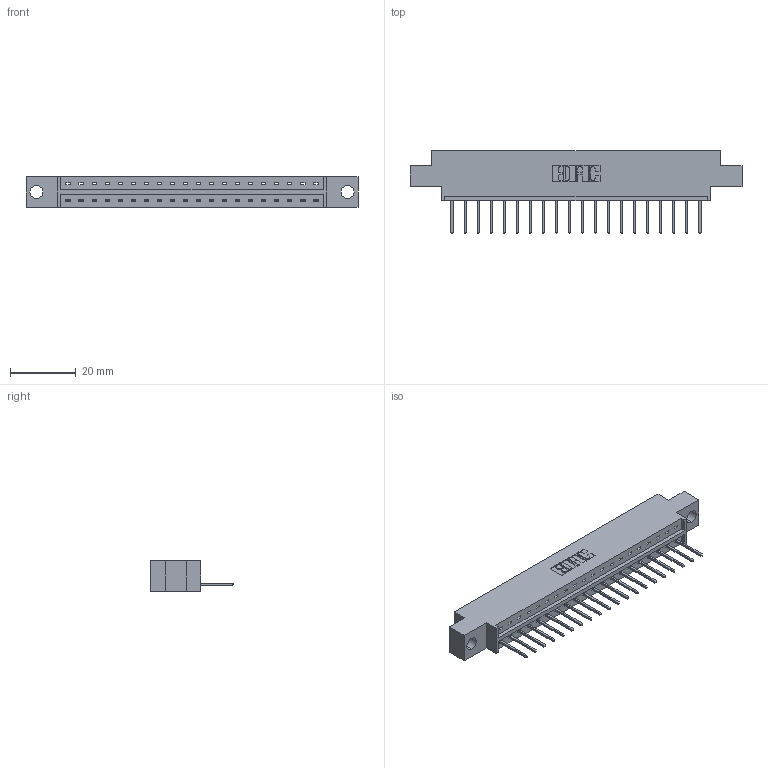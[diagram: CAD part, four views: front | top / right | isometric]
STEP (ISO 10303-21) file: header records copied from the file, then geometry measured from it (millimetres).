
FILE_DESCRIPTION (( 'STEP AP203' ), '1' );
FILE_NAME ('833-020-523-604.STEP', '2020-06-01T12:28:09', ( '' ), ( '' ), 'SwSTEP 2.0', 'SolidWorks 2020', '' );
FILE_SCHEMA (( 'CONFIG_CONTROL_DESIGN' ));
Length unit declared in the file: inch
Products named in the file (3): 833 Part_Offset - .156 Dia - TH; 345-292-001_345-293-123; 833-020-523-604
Assembly tree (21 placements, depth 2):
  833-020-523-604
    833 Part_Offset - .156 Dia - TH
    345-292-001_345-293-123  x20
Bounding box: 100.79 x 25.15 x 9.4 mm (x, y, z)
Volume: 9629.4 mm3; surface area: 10288.7 mm2
Topology: 21 solids, 21 shells, 1278 faces, 3843 edges, 2534 vertices
Faces by surface type: plane 914, cylinder 364
Entity records: 15225 total; most frequent: CARTESIAN_POINT 2638, ORIENTED_EDGE 2594, DIRECTION 2269, EDGE_CURVE 1297, VECTOR 1169, LINE 1169, VERTEX_POINT 862, AXIS2_PLACEMENT_3D 550
